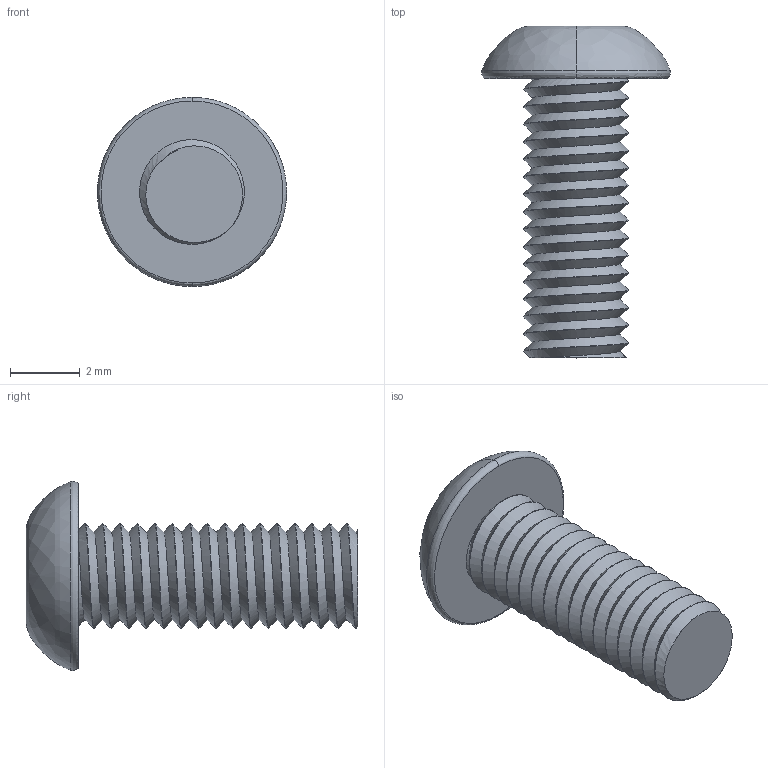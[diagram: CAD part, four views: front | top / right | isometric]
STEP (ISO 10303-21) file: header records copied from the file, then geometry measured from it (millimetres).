
FILE_DESCRIPTION (( 'STEP AP214' ), '1' );
FILE_NAME ('EB4EDB94-A132-4707-A5C6-C1F5057ABFE6.STEP', '2024-03-06T04:10:34', ( '' ), ( '' ), 'SwSTEP 2.0', 'SolidWorks 2022', '' );
FILE_SCHEMA (( 'AUTOMOTIVE_DESIGN' ));
Length unit declared in the file: millimetre
Products named in the file (1): EB4EDB94-A132-4707-A5C6-C1F5057ABFE6
Bounding box: 5.42 x 9.5 x 5.42 mm (x, y, z)
Volume: 71.1 mm3; surface area: 160.6 mm2
Topology: 1 solids, 1 shells, 55 faces, 146 edges, 95 vertices
Faces by surface type: cylinder 33, bspline 12, plane 10
Entity records: 4037 total; most frequent: CARTESIAN_POINT 2950, ORIENTED_EDGE 292, EDGE_CURVE 146, DIRECTION 136, VERTEX_POINT 95, EDGE_LOOP 57, FACE_OUTER_BOUND 55, ADVANCED_FACE 55
